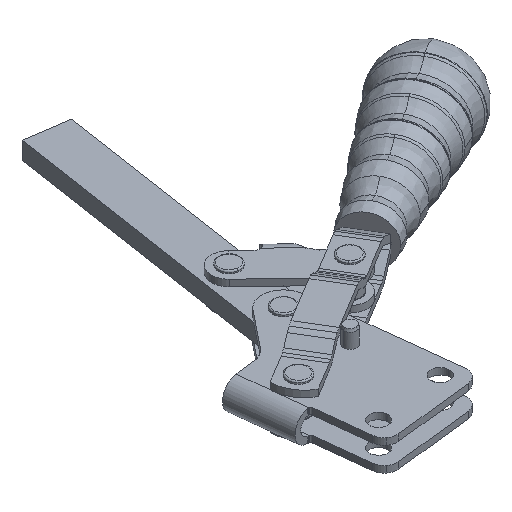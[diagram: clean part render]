
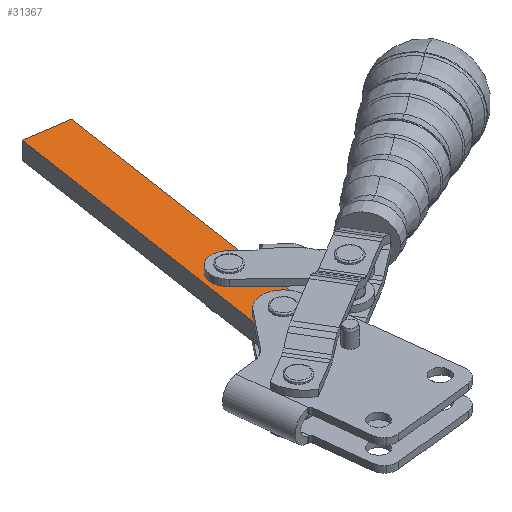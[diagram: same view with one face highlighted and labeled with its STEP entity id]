
A CAD part, isometric view. The second image highlights one B-rep face of the part: STEP entity #31367.
In plain terms, the highlighted planar face has unit normal (0, 0, 1).
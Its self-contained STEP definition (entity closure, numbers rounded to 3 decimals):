
#5700=CARTESIAN_POINT('',(106.473,87.707,14.349));
#5701=VERTEX_POINT('',#5700);
#5717=CARTESIAN_POINT('',(120.,93.669,14.349));
#5718=VERTEX_POINT('',#5717);
#5725=CARTESIAN_POINT('',(114.471,87.887,14.349));
#5726=DIRECTION('',(0.,0.,1.0));
#5727=DIRECTION('',(-1.,-0.022,0.));
#5728=AXIS2_PLACEMENT_3D('',#5725,#5726,#5727);
#5729=CIRCLE('',#5728,8.);
#5730=EDGE_CURVE('',#5718,#5701,#5729,.T.);
#10678=CARTESIAN_POINT('',(102.172,64.698,14.349));
#10679=VERTEX_POINT('',#10678);
#10686=CARTESIAN_POINT('',(100.514,62.612,14.349));
#10687=VERTEX_POINT('',#10686);
#10688=CARTESIAN_POINT('',(100.514,62.612,14.349));
#10689=DIRECTION('',(0.622,0.783,0.));
#10690=VECTOR('',#10689,2.665);
#10691=LINE('',#10688,#10690);
#10692=EDGE_CURVE('',#10687,#10679,#10691,.T.);
#10773=CARTESIAN_POINT('',(119.935,59.609,14.349));
#10774=VERTEX_POINT('',#10773);
#10781=CARTESIAN_POINT('',(110.,58.475,14.349));
#10782=DIRECTION('',(0.,0.,-1.0));
#10783=DIRECTION('',(0.994,0.113,0.));
#10784=AXIS2_PLACEMENT_3D('',#10781,#10782,#10783);
#10785=CIRCLE('',#10784,10.);
#10786=EDGE_CURVE('',#10679,#10774,#10785,.T.);
#10996=CARTESIAN_POINT('',(120.086,58.287,14.349));
#10997=VERTEX_POINT('',#10996);
#11004=CARTESIAN_POINT('',(120.086,58.287,14.349));
#11005=DIRECTION('',(-0.113,0.994,0.));
#11006=VECTOR('',#11005,1.331);
#11007=LINE('',#11004,#11006);
#11008=EDGE_CURVE('',#10997,#10774,#11007,.T.);
#13935=CARTESIAN_POINT('',(124.772,89.107,14.349));
#13936=VERTEX_POINT('',#13935);
#13943=CARTESIAN_POINT('',(124.772,89.107,14.349));
#13944=DIRECTION('',(-0.723,0.691,0.));
#13945=VECTOR('',#13944,6.602);
#13946=LINE('',#13943,#13945);
#13947=EDGE_CURVE('',#13936,#5718,#13946,.T.);
#13958=CARTESIAN_POINT('',(108.943,82.104,14.349));
#13959=VERTEX_POINT('',#13958);
#13960=CARTESIAN_POINT('',(114.471,87.887,14.349));
#13961=DIRECTION('',(0.,0.,1.0));
#13962=DIRECTION('',(-1.,-0.022,0.));
#13963=AXIS2_PLACEMENT_3D('',#13960,#13961,#13962);
#13964=CIRCLE('',#13963,8.);
#13965=EDGE_CURVE('',#5701,#13959,#13964,.T.);
#13991=CARTESIAN_POINT('',(121.834,69.78,14.349));
#13992=VERTEX_POINT('',#13991);
#13993=CARTESIAN_POINT('',(108.943,82.104,14.349));
#13994=DIRECTION('',(0.723,-0.691,0.));
#13995=VECTOR('',#13994,17.834);
#13996=LINE('',#13993,#13995);
#13997=EDGE_CURVE('',#13959,#13992,#13996,.T.);
#31266=CARTESIAN_POINT('',(119.503,187.512,14.349));
#31267=VERTEX_POINT('',#31266);
#31268=CARTESIAN_POINT('',(139.276,184.506,14.349));
#31269=VERTEX_POINT('',#31268);
#31270=CARTESIAN_POINT('',(119.503,187.512,14.349));
#31271=DIRECTION('',(0.989,-0.15,0.));
#31272=VECTOR('',#31271,20.);
#31273=LINE('',#31270,#31272);
#31274=EDGE_CURVE('',#31267,#31269,#31273,.T.);
#31304=CARTESIAN_POINT('',(100.514,62.612,14.349));
#31305=DIRECTION('',(0.15,0.989,0.));
#31306=VECTOR('',#31305,126.335);
#31307=LINE('',#31304,#31306);
#31308=EDGE_CURVE('',#10687,#31267,#31307,.T.);
#31332=CARTESIAN_POINT('',(139.276,184.506,14.349));
#31333=DIRECTION('',(-0.15,-0.989,0.));
#31334=VECTOR('',#31333,96.496);
#31335=LINE('',#31332,#31334);
#31336=EDGE_CURVE('',#31269,#13936,#31335,.T.);
#31339=CARTESIAN_POINT('',(121.834,69.78,14.349));
#31340=DIRECTION('',(-0.15,-0.989,0.));
#31341=VECTOR('',#31340,11.625);
#31342=LINE('',#31339,#31341);
#31343=EDGE_CURVE('',#13992,#10997,#31342,.T.);
#31349=CARTESIAN_POINT('',(118.943,117.299,14.349));
#31350=DIRECTION('',(0.,0.,1.0));
#31351=DIRECTION('',(-0.15,-0.989,0.));
#31352=AXIS2_PLACEMENT_3D('',#31349,#31350,#31351);
#31353=PLANE('',#31352);
#31354=ORIENTED_EDGE('',*,*,#13947,.F.);
#31355=ORIENTED_EDGE('',*,*,#31336,.F.);
#31356=ORIENTED_EDGE('',*,*,#31274,.F.);
#31357=ORIENTED_EDGE('',*,*,#31308,.F.);
#31358=ORIENTED_EDGE('',*,*,#10692,.T.);
#31359=ORIENTED_EDGE('',*,*,#10786,.T.);
#31360=ORIENTED_EDGE('',*,*,#11008,.F.);
#31361=ORIENTED_EDGE('',*,*,#31343,.F.);
#31362=ORIENTED_EDGE('',*,*,#13997,.F.);
#31363=ORIENTED_EDGE('',*,*,#13965,.F.);
#31364=ORIENTED_EDGE('',*,*,#5730,.F.);
#31365=EDGE_LOOP('',(#31354,#31355,#31356,#31357,#31358,#31359,#31360,#31361,#31362,#31363,#31364));
#31366=FACE_OUTER_BOUND('',#31365,.T.);
#31367=ADVANCED_FACE('',(#31366),#31353,.T.);
